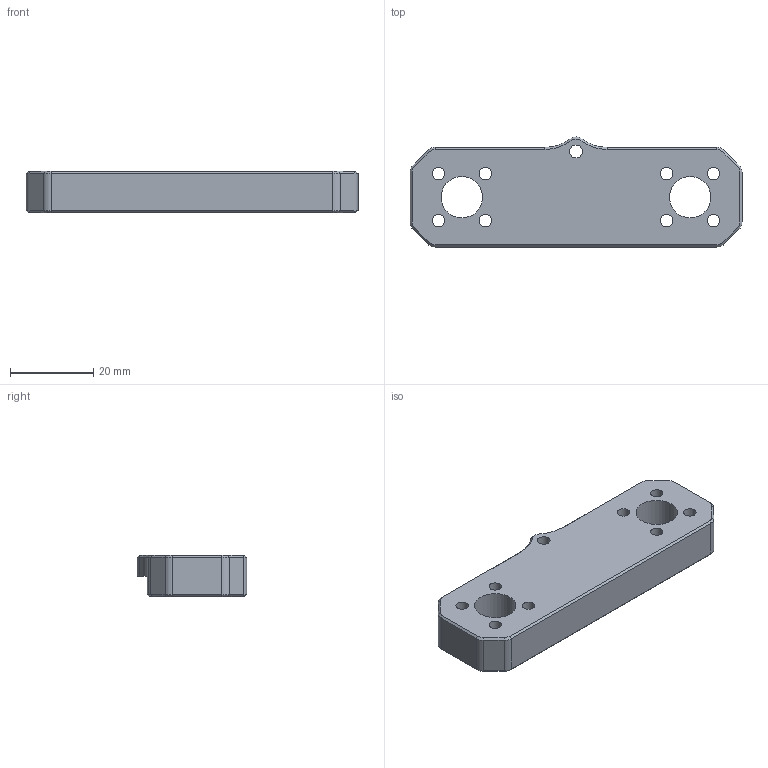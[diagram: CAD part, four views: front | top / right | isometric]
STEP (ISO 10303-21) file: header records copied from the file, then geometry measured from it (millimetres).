
FILE_DESCRIPTION(('FreeCAD Model'),'2;1');
FILE_NAME('Open CASCADE Shape Model','2025-04-15T20:00:47',(''),(''), 'Open CASCADE STEP processor 7.8','FreeCAD','Unknown');
FILE_SCHEMA(('AUTOMOTIVE_DESIGN { 1 0 10303 214 1 1 1 1 }'));
Length unit declared in the file: millimetre
Products named in the file (1): Body
Bounding box: 80 x 26.5 x 10 mm (x, y, z)
Volume: 14781.5 mm3; surface area: 7132.7 mm2
Topology: 1 solids, 1 shells, 92 faces, 234 edges, 144 vertices
Faces by surface type: plane 50, cylinder 23, cone 19
Full cylindrical faces by diameter (mm): 3 x8, 3.1 x1, 10 x2
Entity records: 2803 total; most frequent: DIRECTION 487, CARTESIAN_POINT 471, ORIENTED_EDGE 468, EDGE_CURVE 234, LINE 167, VECTOR 167, AXIS2_PLACEMENT_3D 160, VERTEX_POINT 144
